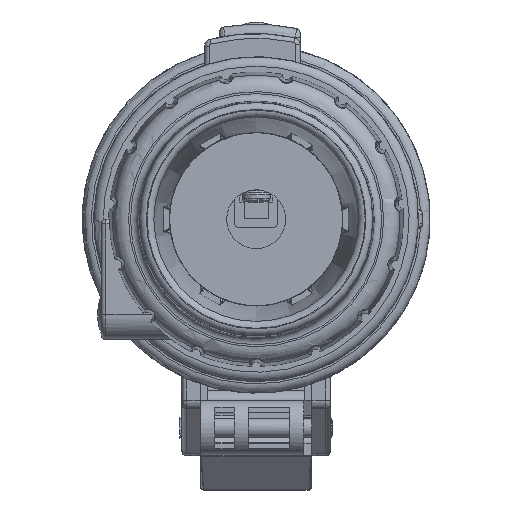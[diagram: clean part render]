
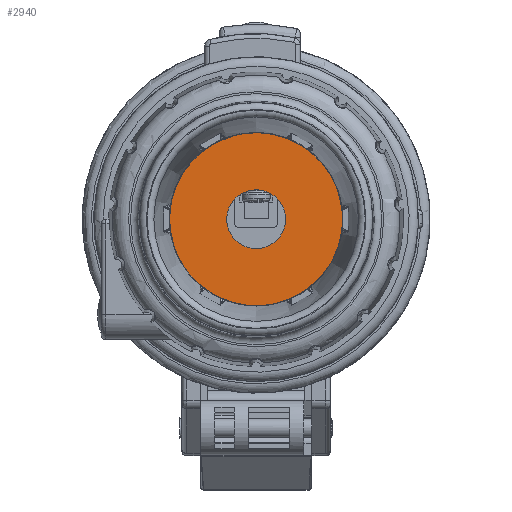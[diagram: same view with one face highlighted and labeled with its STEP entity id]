
A CAD part, front view. The second image highlights one B-rep face of the part: STEP entity #2940.
In plain terms, the highlighted planar face has unit normal (0, -1, 0).
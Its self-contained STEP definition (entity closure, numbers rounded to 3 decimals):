
#656=PLANE('',#27718);
#2940=ADVANCED_FACE('',(#4908,#4909),#656,.F.);
#4908=FACE_BOUND('',#5731,.T.);
#4909=FACE_BOUND('',#5732,.T.);
#5731=EDGE_LOOP('',(#13671));
#5732=EDGE_LOOP('',(#13672));
#7406=CIRCLE('',#27711,23.4);
#7409=CIRCLE('',#27716,6.35);
#13671=ORIENTED_EDGE('',*,*,#23277,.F.);
#13672=ORIENTED_EDGE('',*,*,#23280,.T.);
#20380=VERTEX_POINT('',#41811);
#20383=VERTEX_POINT('',#41819);
#23277=EDGE_CURVE('',#20380,#20380,#7406,.T.);
#23280=EDGE_CURVE('',#20383,#20383,#7409,.T.);
#27711=AXIS2_PLACEMENT_3D('',#41810,#31682,#31683);
#27716=AXIS2_PLACEMENT_3D('',#41818,#31692,#31693);
#27718=AXIS2_PLACEMENT_3D('',#41821,#31696,#31697);
#31682=DIRECTION('',(0.,1.,0.));
#31683=DIRECTION('',(-1.,0.,0.));
#31692=DIRECTION('',(0.,1.,0.));
#31693=DIRECTION('',(-1.,0.,0.));
#31696=DIRECTION('',(0.,1.,0.));
#31697=DIRECTION('',(0.,0.,-1.));
#41810=CARTESIAN_POINT('',(0.,-92.3,0.));
#41811=CARTESIAN_POINT('',(-23.4,-92.3,0.));
#41818=CARTESIAN_POINT('',(0.,-92.3,0.));
#41819=CARTESIAN_POINT('',(-6.35,-92.3,0.));
#41821=CARTESIAN_POINT('',(-46.8,-92.3,-46.8));
